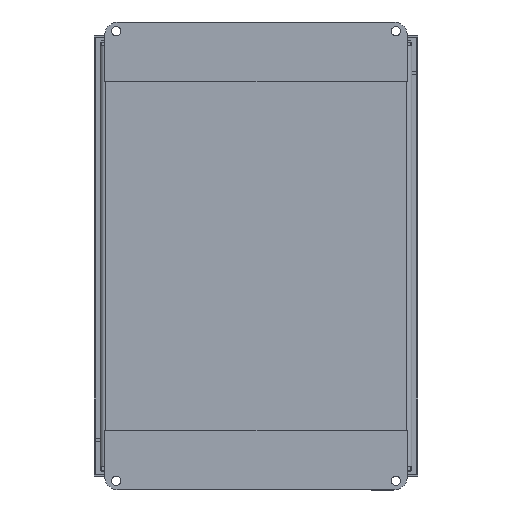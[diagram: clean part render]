
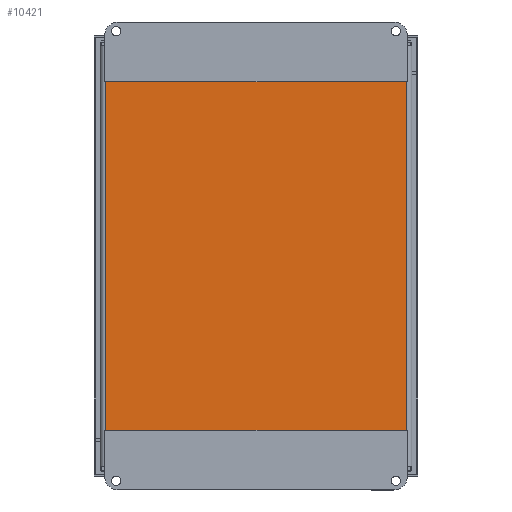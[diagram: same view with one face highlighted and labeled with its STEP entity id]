
A CAD part, top view. The second image highlights one B-rep face of the part: STEP entity #10421.
In plain terms, the highlighted face is planar.
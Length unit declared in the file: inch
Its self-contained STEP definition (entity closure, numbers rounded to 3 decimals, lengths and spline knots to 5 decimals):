
#1020=PLANE('',#11175);
#1529=FACE_OUTER_BOUND('',#2139,.T.);
#2139=EDGE_LOOP('',(#9029,#9030,#9031,#9032));
#3164=LINE('',#17055,#4207);
#3171=LINE('',#17076,#4214);
#3178=LINE('',#17097,#4221);
#3184=LINE('',#17115,#4227);
#4207=VECTOR('',#13446,11.4725);
#4214=VECTOR('',#13475,8.2225);
#4221=VECTOR('',#13506,11.4725);
#4227=VECTOR('',#13534,8.2225);
#5161=VERTEX_POINT('',#17052);
#5162=VERTEX_POINT('',#17054);
#5165=VERTEX_POINT('',#17074);
#5167=VERTEX_POINT('',#17095);
#6452=EDGE_CURVE('',#5162,#5161,#3164,.T.);
#6463=EDGE_CURVE('',#5161,#5165,#3171,.T.);
#6474=EDGE_CURVE('',#5165,#5167,#3178,.T.);
#6484=EDGE_CURVE('',#5167,#5162,#3184,.T.);
#9029=ORIENTED_EDGE('',*,*,#6452,.T.);
#9030=ORIENTED_EDGE('',*,*,#6463,.T.);
#9031=ORIENTED_EDGE('',*,*,#6474,.T.);
#9032=ORIENTED_EDGE('',*,*,#6484,.T.);
#10421=ADVANCED_FACE('',(#1529),#1020,.F.);
#11175=AXIS2_PLACEMENT_3D('',#17131,#13560,#13561);
#13446=DIRECTION('',(0.,-1.,0.));
#13475=DIRECTION('',(-1.,0.,0.));
#13506=DIRECTION('',(0.,1.,0.));
#13534=DIRECTION('',(1.,0.,0.));
#13560=DIRECTION('center_axis',(0.,0.,1.));
#13561=DIRECTION('ref_axis',(1.,0.,0.));
#17052=CARTESIAN_POINT('',(8.36125,0.13875,0.));
#17054=CARTESIAN_POINT('',(8.36125,11.61125,0.));
#17055=CARTESIAN_POINT('',(8.36125,8.74313,0.));
#17074=CARTESIAN_POINT('',(0.13875,0.13875,0.));
#17076=CARTESIAN_POINT('',(6.30563,0.13875,0.));
#17095=CARTESIAN_POINT('',(0.13875,11.61125,0.));
#17097=CARTESIAN_POINT('',(0.13875,3.00688,0.));
#17115=CARTESIAN_POINT('',(2.19438,11.61125,0.));
#17131=CARTESIAN_POINT('Origin',(4.25,5.875,0.));
